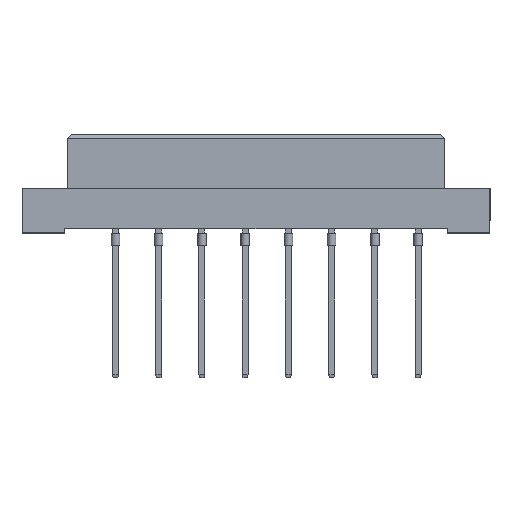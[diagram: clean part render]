
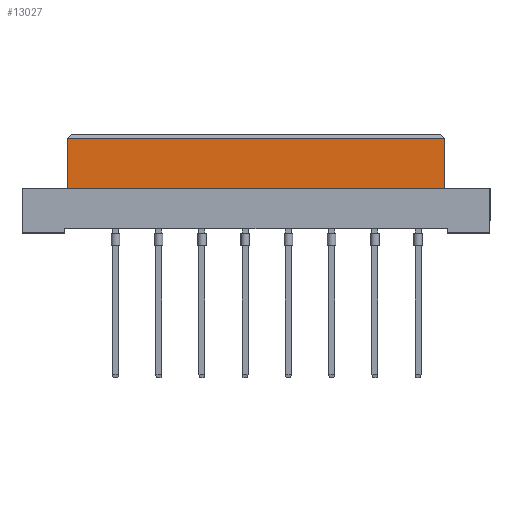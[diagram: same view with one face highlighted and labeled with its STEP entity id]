
A CAD part, top view. The second image highlights one B-rep face of the part: STEP entity #13027.
In plain terms, the highlighted planar face has unit normal (0, 0, 1).
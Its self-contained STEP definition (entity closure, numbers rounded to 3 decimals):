
#362 = VERTEX_POINT ( 'NONE', #15471 ) ;
#390 = VECTOR ( 'NONE', #4109, 1000. ) ;
#497 = VECTOR ( 'NONE', #4422, 1000. ) ;
#557 = CARTESIAN_POINT ( 'NONE',  ( 22.2, -6.4, 4.25 ) ) ;
#1461 = ORIENTED_EDGE ( 'NONE', *, *, #4503, .T. ) ;
#2791 = LINE ( 'NONE', #2991, #497 ) ;
#2991 = CARTESIAN_POINT ( 'NONE',  ( -22.2, -6.4, 4.25 ) ) ;
#4109 = DIRECTION ( 'NONE',  ( 0., 1., 0. ) ) ;
#4167 = VERTEX_POINT ( 'NONE', #14987 ) ;
#4422 = DIRECTION ( 'NONE',  ( 0., 1., 0. ) ) ;
#4503 = EDGE_CURVE ( 'NONE', #6708, #362, #9762, .T. ) ;
#4662 = VERTEX_POINT ( 'NONE', #15465 ) ;
#5292 = DIRECTION ( 'NONE',  ( -1., 0., 0. ) ) ;
#6708 = VERTEX_POINT ( 'NONE', #8045 ) ;
#6889 = EDGE_CURVE ( 'NONE', #4662, #4167, #13070, .T. ) ;
#7180 = CARTESIAN_POINT ( 'NONE',  ( 22.2, -6.4, 4.25 ) ) ;
#8045 = CARTESIAN_POINT ( 'NONE',  ( -22.2, -6.4, 4.25 ) ) ;
#8853 = ORIENTED_EDGE ( 'NONE', *, *, #6889, .T. ) ;
#9293 = PLANE ( 'NONE',  #17943 ) ;
#9594 = EDGE_CURVE ( 'NONE', #6708, #4167, #2791, .T. ) ;
#9762 = LINE ( 'NONE', #557, #11979 ) ;
#10534 = DIRECTION ( 'NONE',  ( 1., 0., 0. ) ) ;
#10747 = ORIENTED_EDGE ( 'NONE', *, *, #9594, .F. ) ;
#10924 = ORIENTED_EDGE ( 'NONE', *, *, #18096, .T. ) ;
#11979 = VECTOR ( 'NONE', #16005, 1000. ) ;
#12266 = DIRECTION ( 'NONE',  ( 0., 0., 1. ) ) ;
#13027 = ADVANCED_FACE ( 'NONE', ( #17080 ), #9293, .T. ) ;
#13070 = LINE ( 'NONE', #19310, #19133 ) ;
#13736 = LINE ( 'NONE', #7180, #390 ) ;
#14117 = EDGE_LOOP ( 'NONE', ( #10924, #8853, #10747, #1461 ) ) ;
#14987 = CARTESIAN_POINT ( 'NONE',  ( -22.2, -0.5, 4.25 ) ) ;
#15465 = CARTESIAN_POINT ( 'NONE',  ( 22.2, -0.5, 4.25 ) ) ;
#15471 = CARTESIAN_POINT ( 'NONE',  ( 22.2, -6.4, 4.25 ) ) ;
#15533 = CARTESIAN_POINT ( 'NONE',  ( 22.2, -6.4, 4.25 ) ) ;
#16005 = DIRECTION ( 'NONE',  ( 1., 0., 0. ) ) ;
#17080 = FACE_OUTER_BOUND ( 'NONE', #14117, .T. ) ;
#17943 = AXIS2_PLACEMENT_3D ( 'NONE', #15533, #12266, #10534 ) ;
#18096 = EDGE_CURVE ( 'NONE', #362, #4662, #13736, .T. ) ;
#19133 = VECTOR ( 'NONE', #5292, 1000. ) ;
#19310 = CARTESIAN_POINT ( 'NONE',  ( -22.2, -0.5, 4.25 ) ) ;
